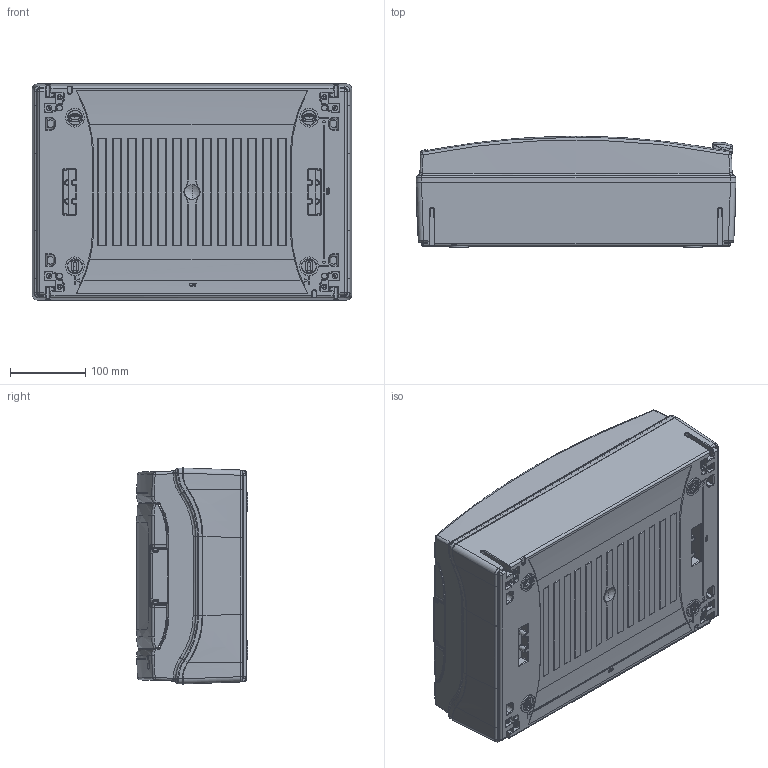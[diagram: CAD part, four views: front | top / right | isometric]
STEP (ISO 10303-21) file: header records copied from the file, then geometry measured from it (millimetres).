
FILE_DESCRIPTION (( 'STEP AP203' ), '1' );
FILE_NAME ('85618.STEP', '2016-06-09T08:30:54', ( '' ), ( '' ), 'SwSTEP 2.0', 'SolidWorks 2016', '' );
FILE_SCHEMA (( 'CONFIG_CONTROL_DESIGN' ));
Length unit declared in the file: millimetre
Products named in the file (13): MSBR-7-16; MSBR-10-10; MSBR-8-15; MSBR-11-9; MSBR-9-14; MSBR-2-17; 85618; MSBR-3-17; MSBR-4-17; MSBR-5-16; MSBR-6-16; MSBR-6-16.sldprt; MSBR-1-17
Assembly tree (13 placements, depth 3):
  85618
    MSBR-1-17
    MSBR-10-10
    MSBR-11-9
    MSBR-2-17
    MSBR-3-17
    MSBR-4-17
    MSBR-5-16
    MSBR-6-16.sldprt
      MSBR-6-16  x2
    MSBR-7-16
    MSBR-8-15
    MSBR-9-14
Bounding box: 426 x 148.17 x 288 mm (x, y, z)
Volume: 1928333.9 mm3; surface area: 1445995.4 mm2
Topology: 12 solids, 12 shells, 5063 faces, 13228 edges, 8366 vertices
Faces by surface type: plane 2025, cylinder 1353, bspline 1146, cone 539
Entity records: 210173 total; most frequent: CARTESIAN_POINT 104659, ORIENTED_EDGE 25472, DIRECTION 15864, EDGE_CURVE 12736, VERTEX_POINT 8126, B_SPLINE_CURVE_WITH_KNOTS 5698, AXIS2_PLACEMENT_3D 5553, EDGE_LOOP 5224
